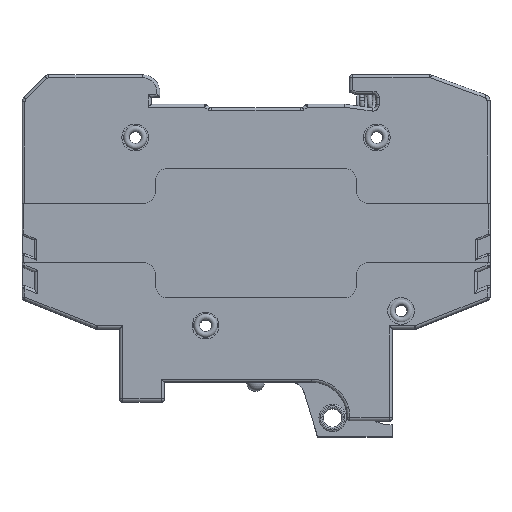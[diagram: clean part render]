
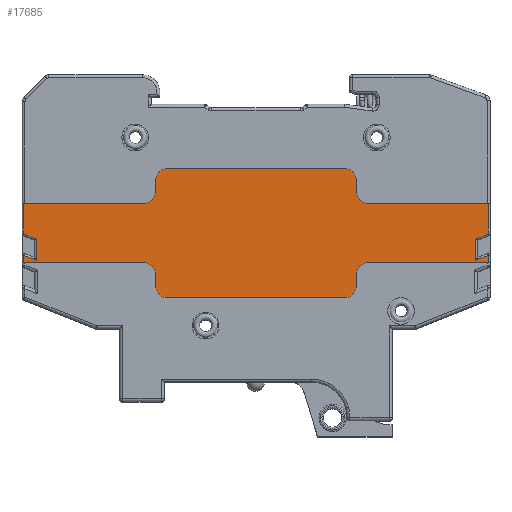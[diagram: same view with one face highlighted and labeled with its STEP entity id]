
A CAD part, top view. The second image highlights one B-rep face of the part: STEP entity #17685.
In plain terms, the highlighted planar face has unit normal (0, 0, 1).
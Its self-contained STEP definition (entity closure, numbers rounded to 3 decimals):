
#2557=FACE_OUTER_BOUND('',#22633,.T.);
#6977=LINE('',#107936,#12025);
#7419=LINE('',#109345,#12468);
#7420=LINE('',#109348,#12469);
#7421=LINE('',#109350,#12470);
#7422=LINE('',#109354,#12471);
#7423=LINE('',#109358,#12472);
#7424=LINE('',#109362,#12473);
#7425=LINE('',#109366,#12474);
#7426=LINE('',#109368,#12475);
#7427=LINE('',#109370,#12476);
#7428=LINE('',#109372,#12477);
#7429=LINE('',#109374,#12478);
#7430=LINE('',#109376,#12479);
#7431=LINE('',#109379,#12480);
#7432=LINE('',#109383,#12481);
#7433=LINE('',#109387,#12482);
#7434=LINE('',#109391,#12483);
#7435=LINE('',#109393,#12484);
#7436=LINE('',#109395,#12485);
#7437=LINE('',#109397,#12486);
#12025=VECTOR('',#70814,1.);
#12468=VECTOR('',#72009,1.);
#12469=VECTOR('',#72010,1.);
#12470=VECTOR('',#72011,1.);
#12471=VECTOR('',#72014,1.);
#12472=VECTOR('',#72017,1.);
#12473=VECTOR('',#72020,1.);
#12474=VECTOR('',#72023,1.);
#12475=VECTOR('',#72024,1.);
#12476=VECTOR('',#72025,1.);
#12477=VECTOR('',#72026,1.);
#12478=VECTOR('',#72027,1.);
#12479=VECTOR('',#72028,1.);
#12480=VECTOR('',#72031,1.);
#12481=VECTOR('',#72034,1.);
#12482=VECTOR('',#72037,1.);
#12483=VECTOR('',#72040,1.);
#12484=VECTOR('',#72041,1.);
#12485=VECTOR('',#72042,1.);
#12486=VECTOR('',#72043,1.);
#15125=PLANE('',#58712);
#17685=ADVANCED_FACE('',(#2557),#15125,.F.);
#22633=EDGE_LOOP('',(#35080,#35081,#35082,#35083,#35084,#35085,#35086,#35087,
#35088,#35089,#35090,#35091,#35092,#35093,#35094,#35095,#35096,#35097,#35098,
#35099,#35100,#35101,#35102,#35103,#35104,#35105,#35106,#35107));
#35080=ORIENTED_EDGE('',*,*,#50410,.T.);
#35081=ORIENTED_EDGE('',*,*,#50411,.T.);
#35082=ORIENTED_EDGE('',*,*,#50412,.T.);
#35083=ORIENTED_EDGE('',*,*,#50413,.T.);
#35084=ORIENTED_EDGE('',*,*,#50414,.T.);
#35085=ORIENTED_EDGE('',*,*,#50415,.T.);
#35086=ORIENTED_EDGE('',*,*,#50416,.T.);
#35087=ORIENTED_EDGE('',*,*,#50417,.T.);
#35088=ORIENTED_EDGE('',*,*,#50418,.T.);
#35089=ORIENTED_EDGE('',*,*,#50419,.T.);
#35090=ORIENTED_EDGE('',*,*,#50420,.T.);
#35091=ORIENTED_EDGE('',*,*,#50421,.T.);
#35092=ORIENTED_EDGE('',*,*,#50422,.T.);
#35093=ORIENTED_EDGE('',*,*,#50423,.T.);
#35094=ORIENTED_EDGE('',*,*,#50424,.T.);
#35095=ORIENTED_EDGE('',*,*,#50425,.T.);
#35096=ORIENTED_EDGE('',*,*,#49779,.T.);
#35097=ORIENTED_EDGE('',*,*,#50426,.T.);
#35098=ORIENTED_EDGE('',*,*,#50427,.T.);
#35099=ORIENTED_EDGE('',*,*,#50428,.T.);
#35100=ORIENTED_EDGE('',*,*,#50429,.T.);
#35101=ORIENTED_EDGE('',*,*,#50430,.T.);
#35102=ORIENTED_EDGE('',*,*,#50431,.T.);
#35103=ORIENTED_EDGE('',*,*,#50432,.T.);
#35104=ORIENTED_EDGE('',*,*,#50433,.T.);
#35105=ORIENTED_EDGE('',*,*,#50434,.T.);
#35106=ORIENTED_EDGE('',*,*,#50435,.T.);
#35107=ORIENTED_EDGE('',*,*,#50436,.T.);
#42878=VERTEX_POINT('',#107928);
#42882=VERTEX_POINT('',#107935);
#43302=VERTEX_POINT('',#109346);
#43303=VERTEX_POINT('',#109347);
#43304=VERTEX_POINT('',#109349);
#43305=VERTEX_POINT('',#109351);
#43306=VERTEX_POINT('',#109353);
#43307=VERTEX_POINT('',#109355);
#43308=VERTEX_POINT('',#109357);
#43309=VERTEX_POINT('',#109359);
#43310=VERTEX_POINT('',#109361);
#43311=VERTEX_POINT('',#109363);
#43312=VERTEX_POINT('',#109365);
#43313=VERTEX_POINT('',#109367);
#43314=VERTEX_POINT('',#109369);
#43315=VERTEX_POINT('',#109371);
#43316=VERTEX_POINT('',#109373);
#43317=VERTEX_POINT('',#109375);
#43318=VERTEX_POINT('',#109378);
#43319=VERTEX_POINT('',#109380);
#43320=VERTEX_POINT('',#109382);
#43321=VERTEX_POINT('',#109384);
#43322=VERTEX_POINT('',#109386);
#43323=VERTEX_POINT('',#109388);
#43324=VERTEX_POINT('',#109390);
#43325=VERTEX_POINT('',#109392);
#43326=VERTEX_POINT('',#109394);
#43327=VERTEX_POINT('',#109396);
#49779=EDGE_CURVE('',#42878,#42882,#6977,.T.);
#50410=EDGE_CURVE('',#43302,#43303,#7419,.T.);
#50411=EDGE_CURVE('',#43303,#43304,#7420,.T.);
#50412=EDGE_CURVE('',#43304,#43305,#7421,.T.);
#50413=EDGE_CURVE('',#43305,#43306,#54104,.T.);
#50414=EDGE_CURVE('',#43306,#43307,#7422,.T.);
#50415=EDGE_CURVE('',#43307,#43308,#54105,.T.);
#50416=EDGE_CURVE('',#43308,#43309,#7423,.T.);
#50417=EDGE_CURVE('',#43309,#43310,#54106,.T.);
#50418=EDGE_CURVE('',#43310,#43311,#7424,.T.);
#50419=EDGE_CURVE('',#43311,#43312,#54107,.T.);
#50420=EDGE_CURVE('',#43312,#43313,#7425,.T.);
#50421=EDGE_CURVE('',#43313,#43314,#7426,.T.);
#50422=EDGE_CURVE('',#43314,#43315,#7427,.T.);
#50423=EDGE_CURVE('',#43315,#43316,#7428,.T.);
#50424=EDGE_CURVE('',#43316,#43317,#7429,.T.);
#50425=EDGE_CURVE('',#43317,#42878,#7430,.T.);
#50426=EDGE_CURVE('',#42882,#43318,#54108,.T.);
#50427=EDGE_CURVE('',#43318,#43319,#7431,.T.);
#50428=EDGE_CURVE('',#43319,#43320,#54109,.T.);
#50429=EDGE_CURVE('',#43320,#43321,#7432,.T.);
#50430=EDGE_CURVE('',#43321,#43322,#54110,.T.);
#50431=EDGE_CURVE('',#43322,#43323,#7433,.T.);
#50432=EDGE_CURVE('',#43323,#43324,#54111,.T.);
#50433=EDGE_CURVE('',#43324,#43325,#7434,.T.);
#50434=EDGE_CURVE('',#43325,#43326,#7435,.T.);
#50435=EDGE_CURVE('',#43326,#43327,#7436,.T.);
#50436=EDGE_CURVE('',#43327,#43302,#7437,.T.);
#54104=CIRCLE('',#58704,2.);
#54105=CIRCLE('',#58705,2.);
#54106=CIRCLE('',#58706,2.);
#54107=CIRCLE('',#58707,2.);
#54108=CIRCLE('',#58708,2.);
#54109=CIRCLE('',#58709,2.);
#54110=CIRCLE('',#58710,2.);
#54111=CIRCLE('',#58711,2.);
#58704=AXIS2_PLACEMENT_3D('',#109352,#72012,#72013);
#58705=AXIS2_PLACEMENT_3D('',#109356,#72015,#72016);
#58706=AXIS2_PLACEMENT_3D('',#109360,#72018,#72019);
#58707=AXIS2_PLACEMENT_3D('',#109364,#72021,#72022);
#58708=AXIS2_PLACEMENT_3D('',#109377,#72029,#72030);
#58709=AXIS2_PLACEMENT_3D('',#109381,#72032,#72033);
#58710=AXIS2_PLACEMENT_3D('',#109385,#72035,#72036);
#58711=AXIS2_PLACEMENT_3D('',#109389,#72038,#72039);
#58712=AXIS2_PLACEMENT_3D('',#109398,#72044,#72045);
#70814=DIRECTION('',(-1.,0.,0.));
#72009=DIRECTION('',(-0.929,0.37,0.));
#72010=DIRECTION('',(0.,-1.,0.));
#72011=DIRECTION('',(1.,0.,0.));
#72012=DIRECTION('',(0.,0.,-1.));
#72013=DIRECTION('',(1.,0.,0.));
#72014=DIRECTION('',(0.,-1.,0.));
#72015=DIRECTION('',(0.,0.,1.));
#72016=DIRECTION('',(1.,0.,0.));
#72017=DIRECTION('',(1.,0.,0.));
#72018=DIRECTION('',(0.,0.,1.));
#72019=DIRECTION('',(1.,0.,0.));
#72020=DIRECTION('',(0.,1.,0.));
#72021=DIRECTION('',(0.,0.,-1.));
#72022=DIRECTION('',(1.,0.,0.));
#72023=DIRECTION('',(1.,0.,0.));
#72024=DIRECTION('',(0.,1.,0.));
#72025=DIRECTION('',(-0.929,-0.37,0.));
#72026=DIRECTION('',(0.,1.,0.));
#72027=DIRECTION('',(0.929,0.37,0.));
#72028=DIRECTION('',(0.,1.,0.));
#72029=DIRECTION('',(0.,0.,-1.));
#72030=DIRECTION('',(1.,0.,0.));
#72031=DIRECTION('',(0.,1.,0.));
#72032=DIRECTION('',(0.,0.,1.));
#72033=DIRECTION('',(1.,0.,0.));
#72034=DIRECTION('',(-1.,0.,0.));
#72035=DIRECTION('',(0.,0.,1.));
#72036=DIRECTION('',(1.,0.,0.));
#72037=DIRECTION('',(0.,-1.,0.));
#72038=DIRECTION('',(0.,0.,-1.));
#72039=DIRECTION('',(1.,0.,0.));
#72040=DIRECTION('',(-1.,0.,0.));
#72041=DIRECTION('',(0.,-1.,0.));
#72042=DIRECTION('',(0.929,-0.37,0.));
#72043=DIRECTION('',(0.,-1.,0.));
#72044=DIRECTION('',(0.,0.,-1.));
#72045=DIRECTION('',(-1.,0.,0.));
#107928=CARTESIAN_POINT('',(1091.404,-864.162,538.381));
#107935=CARTESIAN_POINT('',(1071.204,-864.162,538.381));
#107936=CARTESIAN_POINT('',(1064.779,-864.162,538.381));
#109345=CARTESIAN_POINT('',(1012.743,-872.73,538.381));
#109346=CARTESIAN_POINT('',(1015.254,-873.73,538.381));
#109347=CARTESIAN_POINT('',(1013.154,-872.894,538.381));
#109348=CARTESIAN_POINT('',(1013.154,-869.162,538.381));
#109349=CARTESIAN_POINT('',(1013.154,-874.162,538.381));
#109350=CARTESIAN_POINT('',(1052.279,-874.162,538.381));
#109351=CARTESIAN_POINT('',(1033.354,-874.162,538.381));
#109352=CARTESIAN_POINT('',(1033.354,-876.162,538.381));
#109353=CARTESIAN_POINT('',(1035.354,-876.162,538.381));
#109354=CARTESIAN_POINT('',(1035.354,-903.459,538.381));
#109355=CARTESIAN_POINT('',(1035.354,-878.062,538.381));
#109356=CARTESIAN_POINT('',(1037.354,-878.062,538.381));
#109357=CARTESIAN_POINT('',(1037.354,-880.062,538.381));
#109358=CARTESIAN_POINT('',(1052.279,-880.062,538.381));
#109359=CARTESIAN_POINT('',(1067.204,-880.062,538.381));
#109360=CARTESIAN_POINT('',(1067.204,-878.062,538.381));
#109361=CARTESIAN_POINT('',(1069.204,-878.062,538.381));
#109362=CARTESIAN_POINT('',(1069.204,-903.459,538.381));
#109363=CARTESIAN_POINT('',(1069.204,-876.162,538.381));
#109364=CARTESIAN_POINT('',(1071.204,-876.162,538.381));
#109365=CARTESIAN_POINT('',(1071.204,-874.162,538.381));
#109366=CARTESIAN_POINT('',(1052.279,-874.162,538.381));
#109367=CARTESIAN_POINT('',(1091.404,-874.162,538.381));
#109368=CARTESIAN_POINT('',(1091.404,-872.451,538.381));
#109369=CARTESIAN_POINT('',(1091.404,-872.894,538.381));
#109370=CARTESIAN_POINT('',(1089.715,-873.567,538.381));
#109371=CARTESIAN_POINT('',(1089.304,-873.73,538.381));
#109372=CARTESIAN_POINT('',(1089.304,-869.162,538.381));
#109373=CARTESIAN_POINT('',(1089.304,-870.178,538.381));
#109374=CARTESIAN_POINT('',(1057.7,-882.769,538.381));
#109375=CARTESIAN_POINT('',(1091.404,-869.341,538.381));
#109376=CARTESIAN_POINT('',(1091.404,-864.162,538.381));
#109377=CARTESIAN_POINT('',(1071.204,-862.162,538.381));
#109378=CARTESIAN_POINT('',(1069.204,-862.162,538.381));
#109379=CARTESIAN_POINT('',(1069.204,-903.459,538.381));
#109380=CARTESIAN_POINT('',(1069.204,-860.262,538.381));
#109381=CARTESIAN_POINT('',(1067.204,-860.262,538.381));
#109382=CARTESIAN_POINT('',(1067.204,-858.262,538.381));
#109383=CARTESIAN_POINT('',(1052.279,-858.262,538.381));
#109384=CARTESIAN_POINT('',(1037.354,-858.262,538.381));
#109385=CARTESIAN_POINT('',(1037.354,-860.262,538.381));
#109386=CARTESIAN_POINT('',(1035.354,-860.262,538.381));
#109387=CARTESIAN_POINT('',(1035.354,-903.459,538.381));
#109388=CARTESIAN_POINT('',(1035.354,-862.162,538.381));
#109389=CARTESIAN_POINT('',(1033.354,-862.162,538.381));
#109390=CARTESIAN_POINT('',(1033.354,-864.162,538.381));
#109391=CARTESIAN_POINT('',(1064.779,-864.162,538.381));
#109392=CARTESIAN_POINT('',(1013.154,-864.162,538.381));
#109393=CARTESIAN_POINT('',(1013.154,-869.162,538.381));
#109394=CARTESIAN_POINT('',(1013.154,-869.341,538.381));
#109395=CARTESIAN_POINT('',(1046.858,-882.769,538.381));
#109396=CARTESIAN_POINT('',(1015.254,-870.178,538.381));
#109397=CARTESIAN_POINT('',(1015.254,-869.162,538.381));
#109398=CARTESIAN_POINT('',(1052.279,-869.162,538.381));
